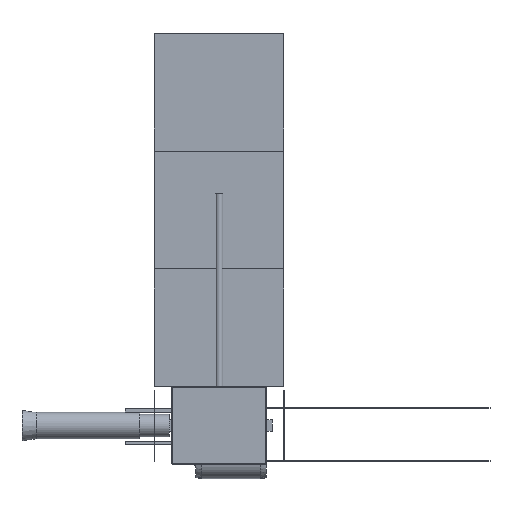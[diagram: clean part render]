
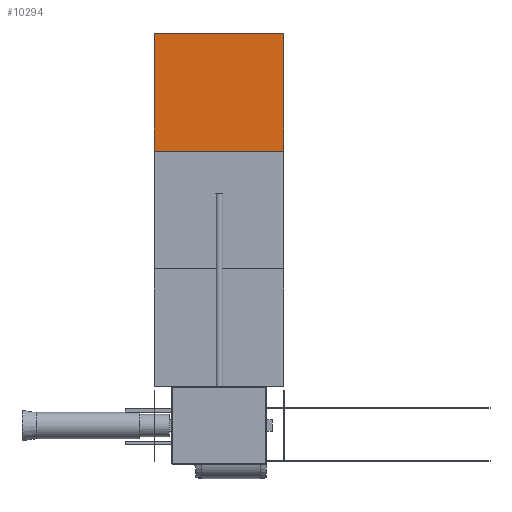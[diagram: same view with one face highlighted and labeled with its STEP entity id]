
A CAD part, top view. The second image highlights one B-rep face of the part: STEP entity #10294.
In plain terms, the highlighted planar face has unit normal (0, 0, 1).
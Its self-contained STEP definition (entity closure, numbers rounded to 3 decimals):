
#9980 = VERTEX_POINT('',#9981);
#9981 = CARTESIAN_POINT('',(-1100.,4662.5,12.5));
#9988 = PLANE('',#9989);
#9989 = AXIS2_PLACEMENT_3D('',#9990,#9991,#9992);
#9990 = CARTESIAN_POINT('',(-1100.,4662.5,-12.5));
#9991 = DIRECTION('',(1.,0.,0.));
#9992 = DIRECTION('',(0.,0.,1.));
#10000 = PLANE('',#10001);
#10001 = AXIS2_PLACEMENT_3D('',#10002,#10003,#10004);
#10002 = CARTESIAN_POINT('',(-1100.,4662.5,-12.5));
#10003 = DIRECTION('',(0.,1.,0.));
#10004 = DIRECTION('',(0.,0.,1.));
#10041 = VERTEX_POINT('',#10042);
#10042 = CARTESIAN_POINT('',(-1100.,6662.5,12.5));
#10056 = PLANE('',#10057);
#10057 = AXIS2_PLACEMENT_3D('',#10058,#10059,#10060);
#10058 = CARTESIAN_POINT('',(-1100.,6662.5,-12.5));
#10059 = DIRECTION('',(0.,1.,0.));
#10060 = DIRECTION('',(0.,0.,1.));
#10068 = EDGE_CURVE('',#9980,#10041,#10069,.T.);
#10069 = SURFACE_CURVE('',#10070,(#10074,#10081),.PCURVE_S1.);
#10070 = LINE('',#10071,#10072);
#10071 = CARTESIAN_POINT('',(-1100.,4662.5,12.5));
#10072 = VECTOR('',#10073,1.);
#10073 = DIRECTION('',(0.,1.,0.));
#10074 = PCURVE('',#9988,#10075);
#10075 = DEFINITIONAL_REPRESENTATION('',(#10076),#10080);
#10076 = LINE('',#10077,#10078);
#10077 = CARTESIAN_POINT('',(25.,0.));
#10078 = VECTOR('',#10079,1.);
#10079 = DIRECTION('',(0.,-1.));
#10080 = ( GEOMETRIC_REPRESENTATION_CONTEXT(2) 
PARAMETRIC_REPRESENTATION_CONTEXT() REPRESENTATION_CONTEXT('2D SPACE',''
  ) );
#10081 = PCURVE('',#10082,#10087);
#10082 = PLANE('',#10083);
#10083 = AXIS2_PLACEMENT_3D('',#10084,#10085,#10086);
#10084 = CARTESIAN_POINT('',(-1100.,4662.5,12.5));
#10085 = DIRECTION('',(0.,0.,1.));
#10086 = DIRECTION('',(1.,0.,0.));
#10087 = DEFINITIONAL_REPRESENTATION('',(#10088),#10092);
#10088 = LINE('',#10089,#10090);
#10089 = CARTESIAN_POINT('',(0.,0.));
#10090 = VECTOR('',#10091,1.);
#10091 = DIRECTION('',(0.,1.));
#10092 = ( GEOMETRIC_REPRESENTATION_CONTEXT(2) 
PARAMETRIC_REPRESENTATION_CONTEXT() REPRESENTATION_CONTEXT('2D SPACE',''
  ) );
#10100 = VERTEX_POINT('',#10101);
#10101 = CARTESIAN_POINT('',(1100.,4662.5,12.5));
#10108 = PLANE('',#10109);
#10109 = AXIS2_PLACEMENT_3D('',#10110,#10111,#10112);
#10110 = CARTESIAN_POINT('',(1100.,4662.5,-12.5));
#10111 = DIRECTION('',(1.,0.,0.));
#10112 = DIRECTION('',(0.,0.,1.));
#10151 = VERTEX_POINT('',#10152);
#10152 = CARTESIAN_POINT('',(1100.,6662.5,12.5));
#10173 = EDGE_CURVE('',#10100,#10151,#10174,.T.);
#10174 = SURFACE_CURVE('',#10175,(#10179,#10186),.PCURVE_S1.);
#10175 = LINE('',#10176,#10177);
#10176 = CARTESIAN_POINT('',(1100.,4662.5,12.5));
#10177 = VECTOR('',#10178,1.);
#10178 = DIRECTION('',(0.,1.,0.));
#10179 = PCURVE('',#10108,#10180);
#10180 = DEFINITIONAL_REPRESENTATION('',(#10181),#10185);
#10181 = LINE('',#10182,#10183);
#10182 = CARTESIAN_POINT('',(25.,0.));
#10183 = VECTOR('',#10184,1.);
#10184 = DIRECTION('',(0.,-1.));
#10185 = ( GEOMETRIC_REPRESENTATION_CONTEXT(2) 
PARAMETRIC_REPRESENTATION_CONTEXT() REPRESENTATION_CONTEXT('2D SPACE',''
  ) );
#10186 = PCURVE('',#10082,#10187);
#10187 = DEFINITIONAL_REPRESENTATION('',(#10188),#10192);
#10188 = LINE('',#10189,#10190);
#10189 = CARTESIAN_POINT('',(2200.,0.));
#10190 = VECTOR('',#10191,1.);
#10191 = DIRECTION('',(0.,1.));
#10192 = ( GEOMETRIC_REPRESENTATION_CONTEXT(2) 
PARAMETRIC_REPRESENTATION_CONTEXT() REPRESENTATION_CONTEXT('2D SPACE',''
  ) );
#10219 = EDGE_CURVE('',#9980,#10100,#10220,.T.);
#10220 = SURFACE_CURVE('',#10221,(#10225,#10232),.PCURVE_S1.);
#10221 = LINE('',#10222,#10223);
#10222 = CARTESIAN_POINT('',(-1100.,4662.5,12.5));
#10223 = VECTOR('',#10224,1.);
#10224 = DIRECTION('',(1.,0.,0.));
#10225 = PCURVE('',#10000,#10226);
#10226 = DEFINITIONAL_REPRESENTATION('',(#10227),#10231);
#10227 = LINE('',#10228,#10229);
#10228 = CARTESIAN_POINT('',(25.,0.));
#10229 = VECTOR('',#10230,1.);
#10230 = DIRECTION('',(0.,1.));
#10231 = ( GEOMETRIC_REPRESENTATION_CONTEXT(2) 
PARAMETRIC_REPRESENTATION_CONTEXT() REPRESENTATION_CONTEXT('2D SPACE',''
  ) );
#10232 = PCURVE('',#10082,#10233);
#10233 = DEFINITIONAL_REPRESENTATION('',(#10234),#10238);
#10234 = LINE('',#10235,#10236);
#10235 = CARTESIAN_POINT('',(0.,0.));
#10236 = VECTOR('',#10237,1.);
#10237 = DIRECTION('',(1.,0.));
#10238 = ( GEOMETRIC_REPRESENTATION_CONTEXT(2) 
PARAMETRIC_REPRESENTATION_CONTEXT() REPRESENTATION_CONTEXT('2D SPACE',''
  ) );
#10266 = EDGE_CURVE('',#10041,#10151,#10267,.T.);
#10267 = SURFACE_CURVE('',#10268,(#10272,#10279),.PCURVE_S1.);
#10268 = LINE('',#10269,#10270);
#10269 = CARTESIAN_POINT('',(-1100.,6662.5,12.5));
#10270 = VECTOR('',#10271,1.);
#10271 = DIRECTION('',(1.,0.,0.));
#10272 = PCURVE('',#10056,#10273);
#10273 = DEFINITIONAL_REPRESENTATION('',(#10274),#10278);
#10274 = LINE('',#10275,#10276);
#10275 = CARTESIAN_POINT('',(25.,0.));
#10276 = VECTOR('',#10277,1.);
#10277 = DIRECTION('',(0.,1.));
#10278 = ( GEOMETRIC_REPRESENTATION_CONTEXT(2) 
PARAMETRIC_REPRESENTATION_CONTEXT() REPRESENTATION_CONTEXT('2D SPACE',''
  ) );
#10279 = PCURVE('',#10082,#10280);
#10280 = DEFINITIONAL_REPRESENTATION('',(#10281),#10285);
#10281 = LINE('',#10282,#10283);
#10282 = CARTESIAN_POINT('',(0.,2000.));
#10283 = VECTOR('',#10284,1.);
#10284 = DIRECTION('',(1.,0.));
#10285 = ( GEOMETRIC_REPRESENTATION_CONTEXT(2) 
PARAMETRIC_REPRESENTATION_CONTEXT() REPRESENTATION_CONTEXT('2D SPACE',''
  ) );
#10294 = ADVANCED_FACE('',(#10295),#10082,.T.);
#10295 = FACE_BOUND('',#10296,.T.);
#10296 = EDGE_LOOP('',(#10297,#10298,#10299,#10300));
#10297 = ORIENTED_EDGE('',*,*,#10068,.F.);
#10298 = ORIENTED_EDGE('',*,*,#10219,.T.);
#10299 = ORIENTED_EDGE('',*,*,#10173,.T.);
#10300 = ORIENTED_EDGE('',*,*,#10266,.F.);
